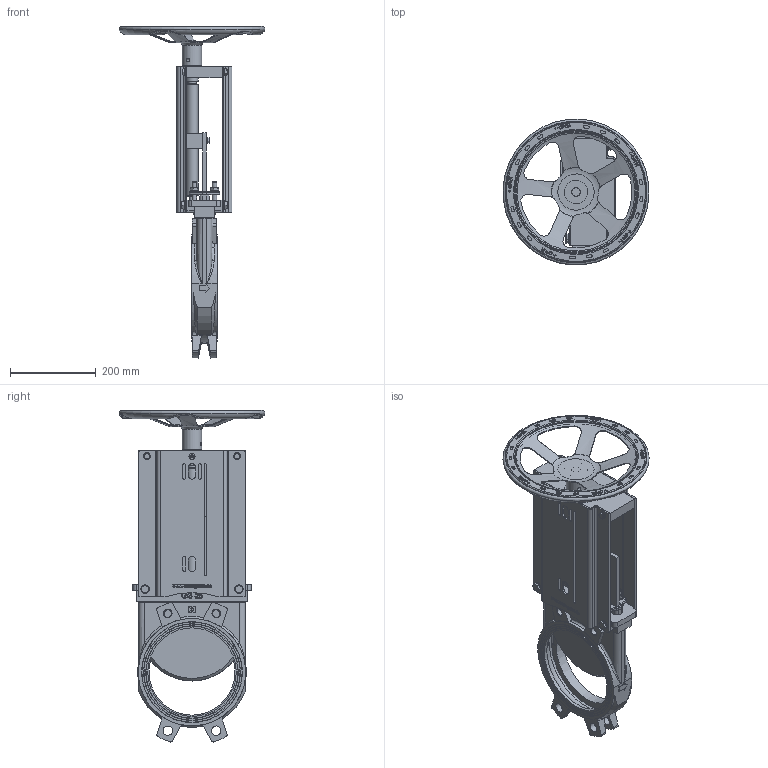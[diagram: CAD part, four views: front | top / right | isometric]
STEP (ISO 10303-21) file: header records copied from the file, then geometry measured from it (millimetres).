
FILE_DESCRIPTION(/* description */ (''),/* implementation_level */ '2;1');
FILE_NAME(/* name */ 'WGM16N-DN200_105789.step',/* time_stamp */ '2025-06-30T10:45:04+02:00',/* author */ (''),/* organization */ (''),/* preprocessor_version */ 'ST-DEVELOPER v20.1',/* originating_system */ 'Autodesk Translation Framework v14.10.0.0',/* authorisation */ '');
FILE_SCHEMA (('AUTOMOTIVE_DESIGN { 1 0 10303 214 3 1 1 }'));
Products named in the file (22): WGM16N-DN200_105789; WGS-BO-GG-SOF-200-K; SCH0162-04-01-B; WGS-ST-MW-200; WGS-SN-200-300; WGS-KN-xxx-200; local.DIN.18.52.8; local.DIN.180.90.8; WGS-GL-GG-200; WGS-PL-MW-CS-200; SCH0280-03-01-B; local.DIN.76.51.8; local.DIN.126.14.8; WGS-BR-CS-B-200; WGS-BR-CS-F-200; local.DIN.18.265.9; local.DIN.162.220.8; local.DIN.162.190.8; local.DIN.126.13.8; WGS-MW-350; local.DIN.18.1000002.12; WGS-WA-B-550x205x015
Assembly tree (46 placements, depth 2):
  WGM16N-DN200_105789
    WGS-BO-GG-SOF-200-K
    SCH0162-04-01-B
    WGS-ST-MW-200
    WGS-SN-200-300
    WGS-KN-xxx-200
    local.DIN.18.52.8  x2
    local.DIN.126.13.8  x4
    local.DIN.180.90.8  x2
    WGS-GL-GG-200
    WGS-PL-MW-CS-200
    SCH0280-03-01-B
    local.DIN.76.51.8  x4
    local.DIN.162.220.8  x8
    local.DIN.126.14.8  x4
    WGS-BR-CS-B-200
    WGS-BR-CS-F-200
    local.DIN.18.265.9  x4
    local.DIN.162.190.8  x4
    WGS-MW-350
    local.DIN.18.1000002.12  x2
    WGS-WA-B-550x205x015
Bounding box: 339.14 x 339.14 x 772.53 mm (x, y, z)
Volume: 4784599.1 mm3; surface area: 1221771.9 mm2
Topology: 46 solids, 46 shells, 2008 faces, 5055 edges, 3284 vertices
Faces by surface type: plane 1005, cylinder 430, bspline 327, cone 160, torus 86
Full cylindrical faces by diameter (mm): 4.917 x1, 6.647 x4, 8 x4, 8.25 x4, 8.376 x8, 8.4 x4, 8.5 x2, 10 x8, 10.106 x4, 10.5 x14, 11.6 x6, 12.5 x4, 14 x1, 15 x1, 15.6 x4, 16 x4, 16.2 x2, 17.294 x4, 20 x12, 20.5 x1, 21 x1, 22 x4, 28 x3, 32 x1, 45 x1, 55 x1, 200 x1, 206 x1, 214 x2, 215.6 x2
Entity records: 61480 total; most frequent: CARTESIAN_POINT 19375, ORIENTED_EDGE 9094, DIRECTION 7616, EDGE_CURVE 4547, VERTEX_POINT 2970, LINE 2700, VECTOR 2700, AXIS2_PLACEMENT_3D 2458
